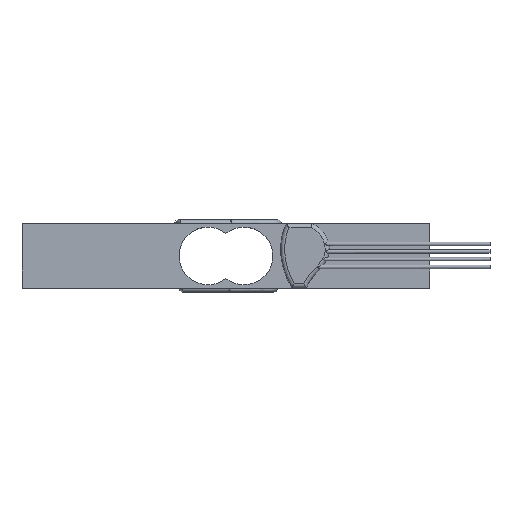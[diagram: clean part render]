
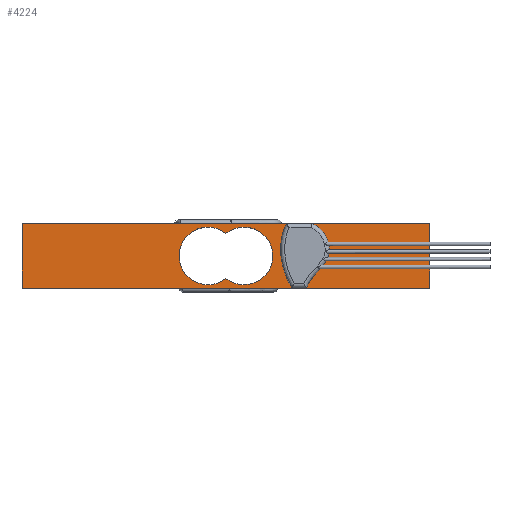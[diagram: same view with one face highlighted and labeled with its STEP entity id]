
A CAD part, top view. The second image highlights one B-rep face of the part: STEP entity #4224.
In plain terms, the highlighted planar face has unit normal (0, 0, 1).
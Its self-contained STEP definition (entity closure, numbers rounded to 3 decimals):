
#179=FACE_BOUND('',#802,.T.);
#206=CIRCLE('',#4484,5.65);
#208=CIRCLE('',#4494,5.65);
#553=FACE_OUTER_BOUND('',#801,.T.);
#801=EDGE_LOOP('',(#3434,#3435,#3436,#3437));
#802=EDGE_LOOP('',(#3438,#3439));
#1035=LINE('',#15565,#1315);
#1068=LINE('',#15791,#1348);
#1072=LINE('',#15912,#1352);
#1073=LINE('',#15913,#1353);
#1315=VECTOR('',#5067,1000.);
#1348=VECTOR('',#5102,1000.);
#1352=VECTOR('',#5112,1000.);
#1353=VECTOR('',#5113,1000.);
#1970=VERTEX_POINT('',#15259);
#1971=VERTEX_POINT('',#15261);
#1973=VERTEX_POINT('',#15562);
#1974=VERTEX_POINT('',#15564);
#2014=VERTEX_POINT('',#15788);
#2017=VERTEX_POINT('',#15911);
#2536=EDGE_CURVE('',#1971,#1970,#206,.T.);
#2547=EDGE_CURVE('',#1974,#1973,#1035,.T.);
#2589=EDGE_CURVE('',#1973,#2014,#1068,.T.);
#2602=EDGE_CURVE('',#2017,#2014,#1072,.T.);
#2603=EDGE_CURVE('',#1974,#2017,#1073,.T.);
#2604=EDGE_CURVE('',#1971,#1970,#208,.T.);
#3434=ORIENTED_EDGE('',*,*,#2589,.T.);
#3435=ORIENTED_EDGE('',*,*,#2602,.F.);
#3436=ORIENTED_EDGE('',*,*,#2603,.F.);
#3437=ORIENTED_EDGE('',*,*,#2547,.T.);
#3438=ORIENTED_EDGE('',*,*,#2536,.T.);
#3439=ORIENTED_EDGE('',*,*,#2604,.F.);
#4015=PLANE('',#4493);
#4224=ADVANCED_FACE('',(#553,#179),#4015,.F.);
#4484=AXIS2_PLACEMENT_3D('',#15262,#5053,#5054);
#4493=AXIS2_PLACEMENT_3D('',#15910,#5110,#5111);
#4494=AXIS2_PLACEMENT_3D('',#15914,#5114,#5115);
#5053=DIRECTION('center_axis',(0.,0.,-1.));
#5054=DIRECTION('ref_axis',(1.,0.,0.));
#5067=DIRECTION('',(0.,-1.,0.));
#5102=DIRECTION('',(1.,0.,0.));
#5110=DIRECTION('center_axis',(0.,0.,-1.));
#5111=DIRECTION('ref_axis',(-1.,0.,0.));
#5112=DIRECTION('',(0.,-1.,0.));
#5113=DIRECTION('',(1.,0.,0.));
#5114=DIRECTION('center_axis',(0.,0.,1.));
#5115=DIRECTION('ref_axis',(1.,0.,0.));
#15259=CARTESIAN_POINT('',(0.,1.905,6.3));
#15261=CARTESIAN_POINT('',(0.,10.695,6.3));
#15262=CARTESIAN_POINT('Origin',(3.55,6.3,6.3));
#15562=CARTESIAN_POINT('',(-40.,0.,6.3));
#15564=CARTESIAN_POINT('',(-40.,12.6,6.3));
#15565=CARTESIAN_POINT('',(-40.,12.6,6.3));
#15788=CARTESIAN_POINT('',(40.,0.,6.3));
#15791=CARTESIAN_POINT('',(-40.,0.,6.3));
#15910=CARTESIAN_POINT('Origin',(-40.,12.6,6.3));
#15911=CARTESIAN_POINT('',(40.,12.6,6.3));
#15912=CARTESIAN_POINT('',(40.,12.6,6.3));
#15913=CARTESIAN_POINT('',(-40.,12.6,6.3));
#15914=CARTESIAN_POINT('Origin',(-3.55,6.3,6.3));
